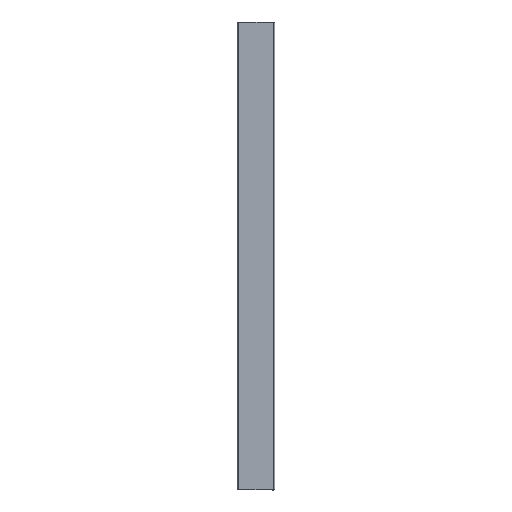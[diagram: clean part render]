
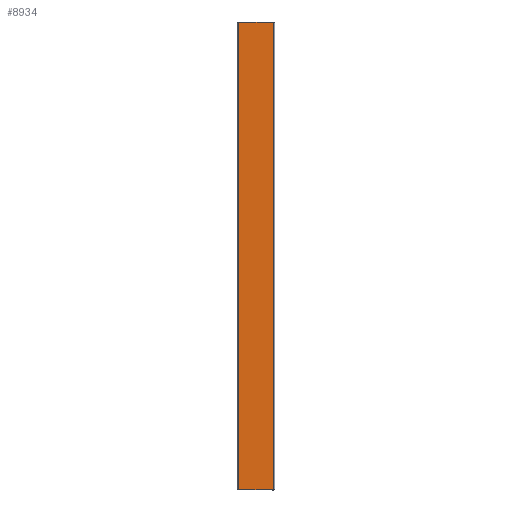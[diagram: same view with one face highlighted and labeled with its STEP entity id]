
A CAD part, left-side view. The second image highlights one B-rep face of the part: STEP entity #8934.
In plain terms, the highlighted face is planar.
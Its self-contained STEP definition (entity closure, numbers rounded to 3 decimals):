
#4310=ORIENTED_EDGE('',*,*,#6245,.T.);
#4311=ORIENTED_EDGE('',*,*,#6246,.F.);
#4312=ORIENTED_EDGE('',*,*,#6242,.F.);
#4313=ORIENTED_EDGE('',*,*,#6247,.T.);
#5154=VECTOR('',#7030,1.);
#5155=VECTOR('',#7037,1.);
#5156=VECTOR('',#7038,1.);
#5157=VECTOR('',#7039,1.);
#5554=LINE('',#7778,#5154);
#5555=LINE('',#7784,#5155);
#5556=LINE('',#7785,#5156);
#5557=LINE('',#7786,#5157);
#5954=VERTEX_POINT('',#7776);
#5955=VERTEX_POINT('',#7777);
#5956=VERTEX_POINT('',#7782);
#5957=VERTEX_POINT('',#7783);
#6242=EDGE_CURVE('',#5954,#5955,#5554,.T.);
#6245=EDGE_CURVE('',#5956,#5957,#5555,.T.);
#6246=EDGE_CURVE('',#5955,#5957,#5556,.T.);
#6247=EDGE_CURVE('',#5954,#5956,#5557,.T.);
#6664=EDGE_LOOP('',(#4310,#4311,#4312,#4313));
#6844=FACE_BOUND('',#6664,.T.);
#7030=DIRECTION('',(-1000.,0.,0.));
#7035=DIRECTION('',(0.,0.,-1.));
#7036=DIRECTION('',(0.,1.,0.));
#7037=DIRECTION('',(-1000.,0.,0.));
#7038=DIRECTION('',(0.,-74.,0.));
#7039=DIRECTION('',(0.,-74.,0.));
#7776=CARTESIAN_POINT('',(1000.,37.,-40.));
#7777=CARTESIAN_POINT('',(0.,37.,-40.));
#7778=CARTESIAN_POINT('',(1000.,37.,-40.));
#7781=CARTESIAN_POINT('',(1000.,-37.,-40.));
#7782=CARTESIAN_POINT('',(1000.,-37.,-40.));
#7783=CARTESIAN_POINT('',(0.,-37.,-40.));
#7784=CARTESIAN_POINT('',(1000.,-37.,-40.));
#7785=CARTESIAN_POINT('',(0.,37.,-40.));
#7786=CARTESIAN_POINT('',(1000.,37.,-40.));
#8630=AXIS2_PLACEMENT_3D('',#7781,#7035,#7036);
#8799=PLANE('',#8630);
#8934=ADVANCED_FACE('',(#6844),#8799,.T.);
